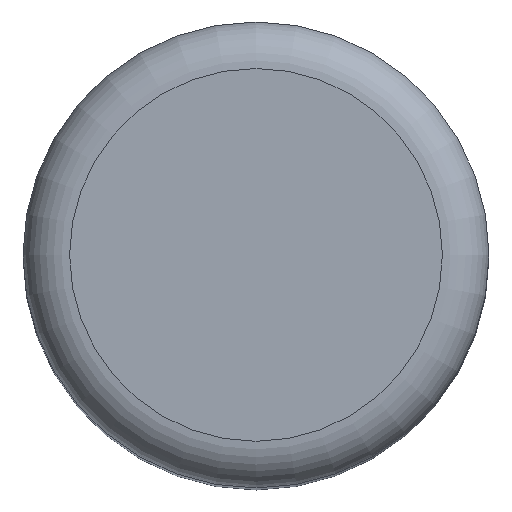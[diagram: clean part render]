
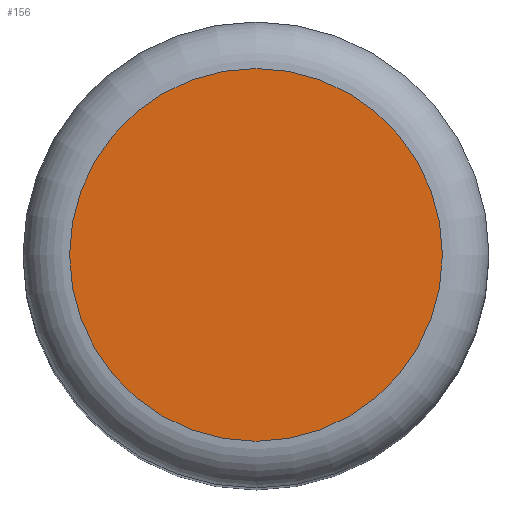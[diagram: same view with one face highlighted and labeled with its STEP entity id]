
A CAD part, top view. The second image highlights one B-rep face of the part: STEP entity #156.
In plain terms, the highlighted planar face has unit normal (0, 0, 1).
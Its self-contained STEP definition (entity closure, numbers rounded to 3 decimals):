
#21=PLANE('',#192);
#46=FACE_OUTER_BOUND('',#61,.T.);
#61=EDGE_LOOP('',(#124));
#74=CIRCLE('',#187,1.2);
#87=VERTEX_POINT('',#279);
#98=EDGE_CURVE('',#87,#87,#74,.T.);
#124=ORIENTED_EDGE('',*,*,#98,.F.);
#156=ADVANCED_FACE('',(#46),#21,.T.);
#187=AXIS2_PLACEMENT_3D('',#280,#218,#219);
#192=AXIS2_PLACEMENT_3D('',#288,#229,#230);
#218=DIRECTION('center_axis',(0.,0.,-1.));
#219=DIRECTION('ref_axis',(1.,0.,0.));
#229=DIRECTION('center_axis',(0.,0.,1.));
#230=DIRECTION('ref_axis',(1.,0.,0.));
#279=CARTESIAN_POINT('',(-1.2,0.,8.));
#280=CARTESIAN_POINT('Origin',(0.,0.,8.));
#288=CARTESIAN_POINT('Origin',(0.,0.,8.));
